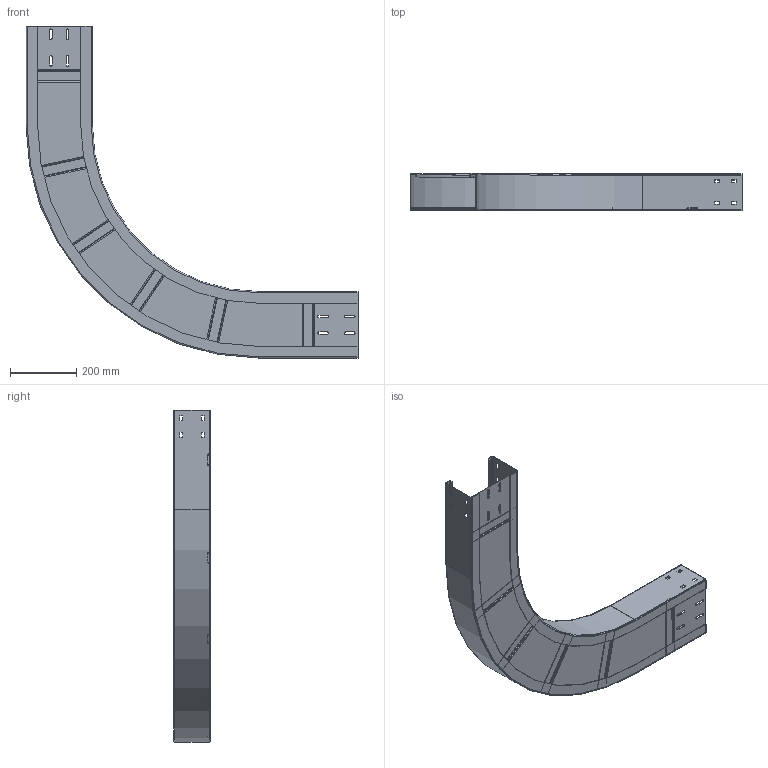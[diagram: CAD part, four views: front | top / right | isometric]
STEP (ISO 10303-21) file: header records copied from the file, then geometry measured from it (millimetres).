
FILE_DESCRIPTION((''),'2;1');
FILE_NAME('6098304_ASM','2012-12-17T',('AndreasKeweloh'),(''),'PRO/ENGINEER BY PARAMETRIC TECHNOLOGY CORPORATION, 2012230','PRO/ENGINEER BY PARAMETRIC TECHNOLOGY CORPORATION, 2012230','');
FILE_SCHEMA(('CONFIG_CONTROL_DESIGN'));
Length unit declared in the file: millimetre
Products named in the file (4): 6098304_A-HOLM; 6098304_I-HOLM; 6098304_BODEN; 6098304_ASM
Assembly tree (3 placements, depth 2):
  6098304_ASM
    6098304_A-HOLM
    6098304_I-HOLM
    6098304_BODEN
Bounding box: 1000 x 110 x 1000 mm (x, y, z)
Volume: 1470875.5 mm3; surface area: 1642986.4 mm2
Topology: 3 solids, 3 shells, 362 faces, 1040 edges, 684 vertices
Faces by surface type: plane 174, cylinder 172, torus 12, bspline 4
Entity records: 12395 total; most frequent: CARTESIAN_POINT 2569, ORIENTED_EDGE 2080, DIRECTION 2024, EDGE_CURVE 1040, AXIS2_PLACEMENT_3D 706, VERTEX_POINT 684, VECTOR 612, LINE 612
